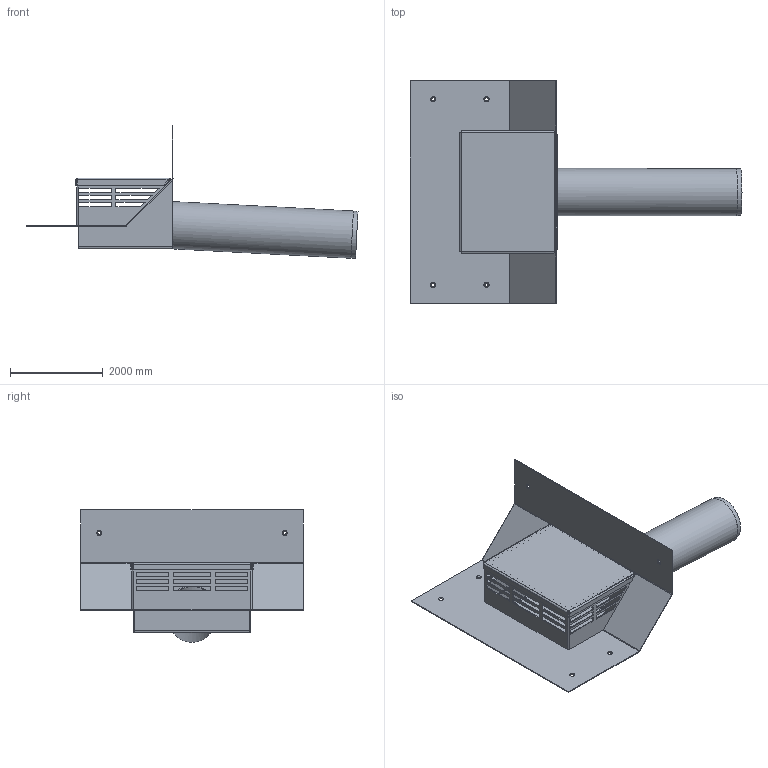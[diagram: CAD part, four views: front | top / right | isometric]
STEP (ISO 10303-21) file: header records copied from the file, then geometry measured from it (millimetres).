
FILE_DESCRIPTION(/* description */ (''),/* implementation_level */ '2;1');
FILE_NAME(/* name */ '01334.100X_3D.stp',/* time_stamp */ '2024-12-11T13:24:20+01:00',/* author */ ('CAD'),/* organization */ (''),/* preprocessor_version */ 'ST-DEVELOPER v20',/* originating_system */ 'AutoCAD Mechanical',/* authorisation */ '');
FILE_SCHEMA (('AUTOMOTIVE_DESIGN { 1 0 10303 214 3 1 1 }'));
Length unit declared in the file: centimetre
Products named in the file (1): Product
Bounding box: 7160.59 x 4800 x 2857.24 mm (x, y, z)
Volume: 1041387406.2 mm3; surface area: 106420196.8 mm2
Topology: 5 solids, 5 shells, 229 faces, 640 edges, 413 vertices
Faces by surface type: plane 169, cylinder 52, cone 8
Full cylindrical faces by diameter (mm): 48 x2, 980 x2, 1020 x1
Entity records: 7481 total; most frequent: CARTESIAN_POINT 1350, ORIENTED_EDGE 1280, DIRECTION 1213, EDGE_CURVE 640, LINE 513, VECTOR 513, VERTEX_POINT 413, AXIS2_PLACEMENT_3D 350
